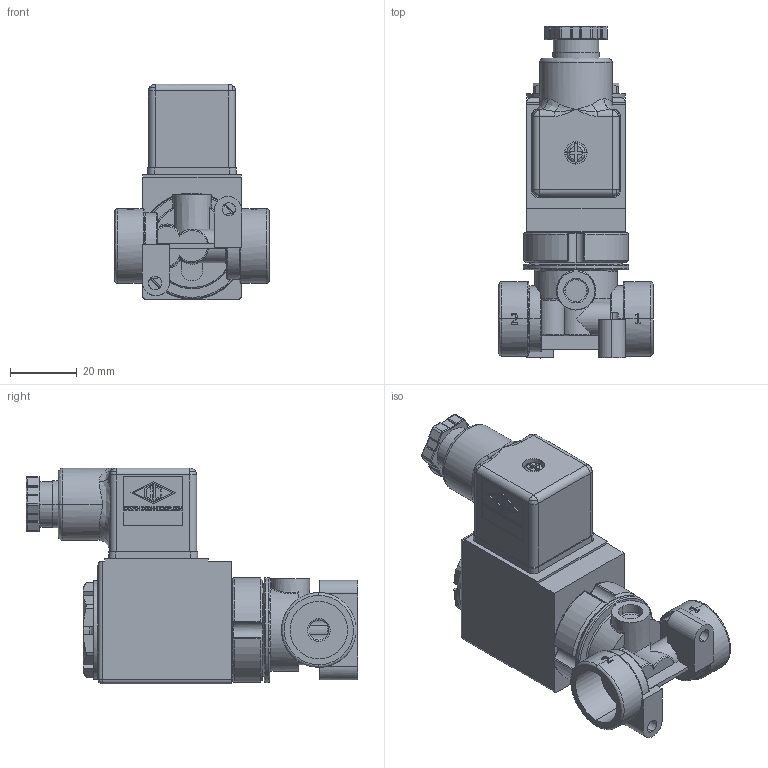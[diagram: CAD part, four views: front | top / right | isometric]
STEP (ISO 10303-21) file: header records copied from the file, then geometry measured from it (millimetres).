
FILE_DESCRIPTION (( 'STEP AP203' ), '1' );
FILE_NAME ('6222-6J001-AAC3C-A.step', '2023-01-26T21:33:54', ( '' ), ( '' ), 'SwSTEP 2.0', 'SolidWorks 2021', '' );
FILE_SCHEMA (( 'CONFIG_CONTROL_DESIGN' ));
Length unit declared in the file: inch
Products named in the file (1): 6222-6J001-AAC3C-A
Bounding box: 46.05 x 99.01 x 64.4 mm (x, y, z)
Volume: 70599 mm3; surface area: 37157.5 mm2
Topology: 4 solids, 4 shells, 1617 faces, 4308 edges, 2750 vertices
Faces by surface type: plane 787, bspline 504, cylinder 283, cone 43
Entity records: 60315 total; most frequent: CARTESIAN_POINT 23287, ORIENTED_EDGE 8510, DIRECTION 6328, EDGE_CURVE 4255, VERTEX_POINT 2750, VECTOR 2444, LINE 2444, AXIS2_PLACEMENT_3D 1942
